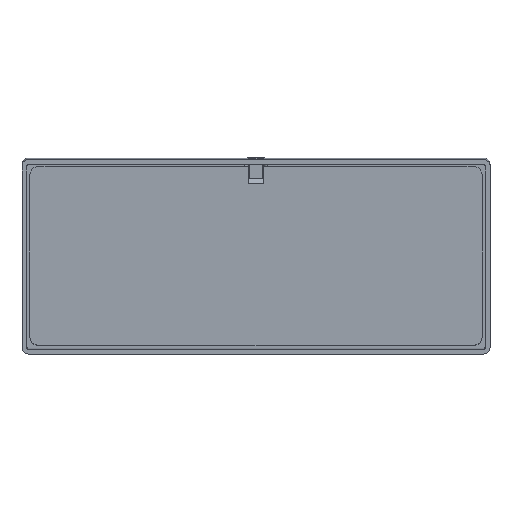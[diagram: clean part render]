
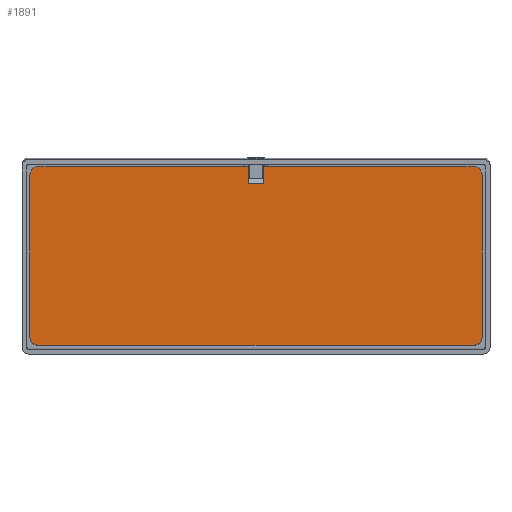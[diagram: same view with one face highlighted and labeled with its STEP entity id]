
A CAD part, top view. The second image highlights one B-rep face of the part: STEP entity #1891.
In plain terms, the highlighted planar face has unit normal (0, -0.07, 0.998).
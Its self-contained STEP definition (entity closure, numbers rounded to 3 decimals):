
#145=FACE_OUTER_BOUND('',#256,.T.);
#256=EDGE_LOOP('',(#1558,#1559,#1560,#1561,#1562,#1563,#1564,#1565,#1566,
#1567,#1568,#1569));
#324=LINE('',#2796,#507);
#332=LINE('',#2824,#515);
#346=LINE('',#2873,#529);
#403=LINE('',#3070,#586);
#406=LINE('',#3078,#589);
#409=LINE('',#3086,#592);
#423=LINE('',#3113,#606);
#429=LINE('',#3125,#612);
#507=VECTOR('',#2211,10.);
#515=VECTOR('',#2237,10.);
#529=VECTOR('',#2277,10.);
#586=VECTOR('',#2458,10.);
#589=VECTOR('',#2467,10.);
#592=VECTOR('',#2476,10.);
#606=VECTOR('',#2514,10.);
#612=VECTOR('',#2530,10.);
#723=CIRCLE('',#2054,5.);
#724=CIRCLE('',#2057,5.);
#725=CIRCLE('',#2060,5.);
#726=CIRCLE('',#2063,5.);
#772=VERTEX_POINT('',#2793);
#773=VERTEX_POINT('',#2795);
#780=VERTEX_POINT('',#2812);
#784=VERTEX_POINT('',#2822);
#804=VERTEX_POINT('',#2866);
#806=VERTEX_POINT('',#2872);
#883=VERTEX_POINT('',#3065);
#884=VERTEX_POINT('',#3069);
#885=VERTEX_POINT('',#3073);
#886=VERTEX_POINT('',#3077);
#887=VERTEX_POINT('',#3081);
#888=VERTEX_POINT('',#3085);
#966=EDGE_CURVE('',#772,#773,#324,.T.);
#980=EDGE_CURVE('',#780,#784,#332,.T.);
#1004=EDGE_CURVE('',#806,#804,#346,.T.);
#1100=EDGE_CURVE('',#784,#883,#723,.T.);
#1102=EDGE_CURVE('',#883,#884,#403,.T.);
#1104=EDGE_CURVE('',#884,#885,#724,.T.);
#1106=EDGE_CURVE('',#885,#886,#406,.T.);
#1108=EDGE_CURVE('',#886,#887,#725,.T.);
#1110=EDGE_CURVE('',#887,#888,#409,.T.);
#1112=EDGE_CURVE('',#888,#806,#726,.T.);
#1126=EDGE_CURVE('',#773,#804,#423,.T.);
#1133=EDGE_CURVE('',#780,#772,#429,.T.);
#1558=ORIENTED_EDGE('',*,*,#1133,.F.);
#1559=ORIENTED_EDGE('',*,*,#980,.T.);
#1560=ORIENTED_EDGE('',*,*,#1100,.T.);
#1561=ORIENTED_EDGE('',*,*,#1102,.T.);
#1562=ORIENTED_EDGE('',*,*,#1104,.T.);
#1563=ORIENTED_EDGE('',*,*,#1106,.T.);
#1564=ORIENTED_EDGE('',*,*,#1108,.T.);
#1565=ORIENTED_EDGE('',*,*,#1110,.T.);
#1566=ORIENTED_EDGE('',*,*,#1112,.T.);
#1567=ORIENTED_EDGE('',*,*,#1004,.T.);
#1568=ORIENTED_EDGE('',*,*,#1126,.F.);
#1569=ORIENTED_EDGE('',*,*,#966,.F.);
#1807=PLANE('',#2081);
#1891=ADVANCED_FACE('',(#145),#1807,.T.);
#2054=AXIS2_PLACEMENT_3D('',#3066,#2453,#2454);
#2057=AXIS2_PLACEMENT_3D('',#3074,#2462,#2463);
#2060=AXIS2_PLACEMENT_3D('',#3082,#2471,#2472);
#2063=AXIS2_PLACEMENT_3D('',#3089,#2480,#2481);
#2081=AXIS2_PLACEMENT_3D('',#3130,#2537,#2538);
#2211=DIRECTION('',(1.,0.,0.));
#2237=DIRECTION('',(-1.,0.,0.));
#2277=DIRECTION('',(-1.,0.,0.));
#2453=DIRECTION('center_axis',(0.,-0.07,0.998));
#2454=DIRECTION('ref_axis',(0.,0.998,0.07));
#2458=DIRECTION('',(0.,-0.998,-0.07));
#2462=DIRECTION('center_axis',(0.,-0.07,0.998));
#2463=DIRECTION('ref_axis',(-1.,0.,0.));
#2467=DIRECTION('',(1.,0.,0.));
#2471=DIRECTION('center_axis',(0.,-0.07,0.998));
#2472=DIRECTION('ref_axis',(0.,-0.998,-0.07));
#2476=DIRECTION('',(0.,0.998,0.07));
#2480=DIRECTION('center_axis',(0.,-0.07,0.998));
#2481=DIRECTION('ref_axis',(1.,0.,0.));
#2514=DIRECTION('',(0.,0.998,0.07));
#2530=DIRECTION('',(0.,-0.998,-0.07));
#2537=DIRECTION('center_axis',(0.,-0.07,0.998));
#2538=DIRECTION('ref_axis',(0.,0.998,0.07));
#2793=CARTESIAN_POINT('',(137.5,100.918,6.296));
#2795=CARTESIAN_POINT('',(147.5,100.918,6.296));
#2796=CARTESIAN_POINT('',(214.25,100.918,6.296));
#2812=CARTESIAN_POINT('',(137.5,111.78,7.055));
#2822=CARTESIAN_POINT('',(6.,111.78,7.055));
#2824=CARTESIAN_POINT('',(146.,111.78,7.055));
#2866=CARTESIAN_POINT('',(147.5,111.78,7.055));
#2872=CARTESIAN_POINT('',(279.,111.78,7.055));
#2873=CARTESIAN_POINT('',(216.75,111.78,7.055));
#3065=CARTESIAN_POINT('',(1.,106.792,6.706));
#3066=CARTESIAN_POINT('Origin',(6.,106.792,6.706));
#3069=CARTESIAN_POINT('',(1.,5.041,-0.409));
#3070=CARTESIAN_POINT('',(1.,4.473,-0.449));
#3073=CARTESIAN_POINT('',(6.,0.053,-0.758));
#3074=CARTESIAN_POINT('Origin',(6.,5.041,-0.409));
#3077=CARTESIAN_POINT('',(279.,0.053,-0.758));
#3078=CARTESIAN_POINT('',(282.5,0.053,-0.758));
#3081=CARTESIAN_POINT('',(284.,5.041,-0.409));
#3082=CARTESIAN_POINT('Origin',(279.,5.041,-0.409));
#3085=CARTESIAN_POINT('',(284.,106.792,6.706));
#3086=CARTESIAN_POINT('',(284.,55.349,3.109));
#3089=CARTESIAN_POINT('Origin',(279.,106.792,6.706));
#3113=CARTESIAN_POINT('',(147.5,115.882,7.342));
#3125=CARTESIAN_POINT('',(137.5,115.882,7.342));
#3130=CARTESIAN_POINT('Origin',(286.,3.905,-0.488));
